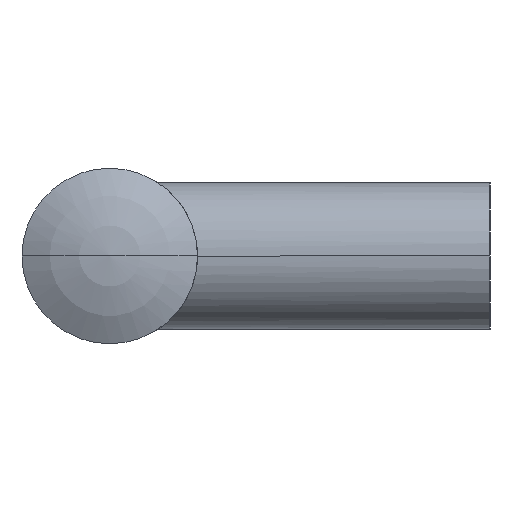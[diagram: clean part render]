
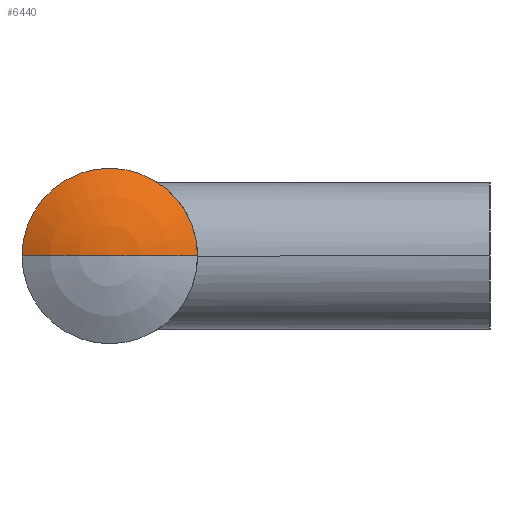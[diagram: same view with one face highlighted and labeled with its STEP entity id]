
A CAD part, left-side view. The second image highlights one B-rep face of the part: STEP entity #6440.
In plain terms, the highlighted spherical face has radius 12 mm.
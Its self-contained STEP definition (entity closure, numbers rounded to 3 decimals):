
#400=CARTESIAN_POINT('',(9.608,32.,
0.));
#410=VERTEX_POINT('',#400);
#440=CARTESIAN_POINT('',(9.608,26.,0.));
#450=DIRECTION('',(1.,0.,0.));
#460=DIRECTION('',(0.,1.,0.));
#470=AXIS2_PLACEMENT_3D('',#440,#450,#460);
#480=CIRCLE('',#470,6.);
#490=CARTESIAN_POINT('',(9.608,20.,0.));
#500=VERTEX_POINT('',#490);
#6240=CARTESIAN_POINT('',(20.,26.,0.));
#6250=DIRECTION('',(1.,0.,0.));
#6260=DIRECTION('',(0.,-1.,0.));
#6270=AXIS2_PLACEMENT_3D('',#6240,#6250,#6260);
#6280=SPHERICAL_SURFACE('',#6270,12.);
#6290=CARTESIAN_POINT('',(20.,26.,0.));
#6300=DIRECTION('',(0.,0.,-1.));
#6310=DIRECTION('',(1.,-0.,0.));
#6320=AXIS2_PLACEMENT_3D('',#6290,#6300,#6310);
#6330=CIRCLE('',#6320,12.);
#6340=CARTESIAN_POINT('',(8.,26.,0.));
#6350=VERTEX_POINT('',#6340);
#6360=EDGE_CURVE('',#500,#6350,#6330,.T.);
#6370=ORIENTED_EDGE('',*,*,#6360,.F.);
#6380=EDGE_CURVE('',#6350,#410,#6330,.T.);
#6390=ORIENTED_EDGE('',*,*,#6380,.F.);
#6400=EDGE_CURVE('',#410,#500,#480,.T.);
#6410=ORIENTED_EDGE('',*,*,#6400,.F.);
#6420=EDGE_LOOP('',(#6410,#6390,#6370));
#6430=FACE_OUTER_BOUND('',#6420,.T.);
#6440=ADVANCED_FACE('',(#6430),#6280,.T.);
